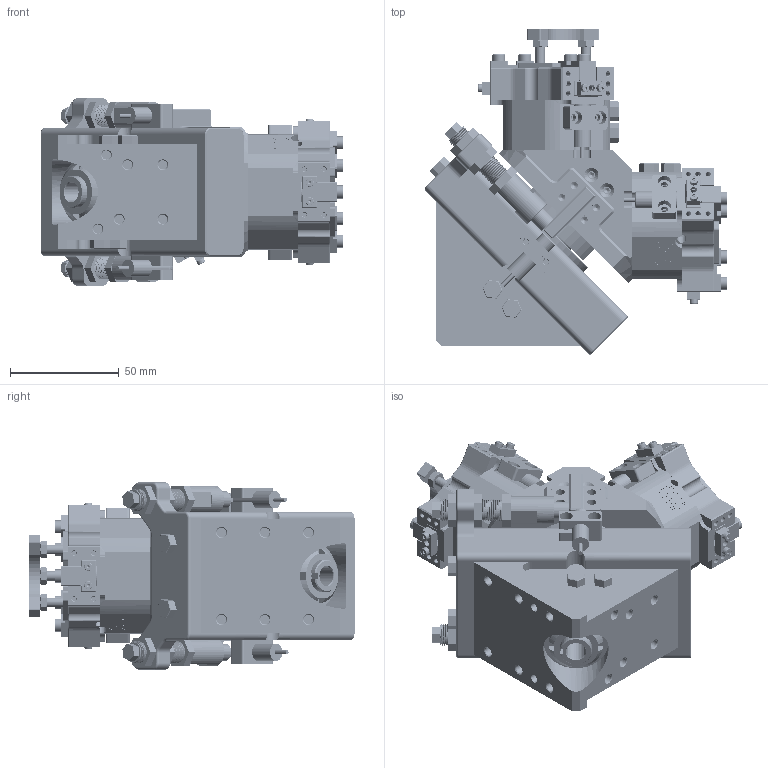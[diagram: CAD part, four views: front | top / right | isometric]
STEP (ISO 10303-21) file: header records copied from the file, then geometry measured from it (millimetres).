
FILE_DESCRIPTION (( 'STEP AP203' ), '1' );
FILE_NAME ('TG12-TZ33-60-0¡ã.STEP', '2024-12-20T04:56:45', ( 'USER-' ), ( 'Microsoft' ), 'SwSTEP 2.0', 'SolidWorks 2018', '' );
FILE_SCHEMA (( 'CONFIG_CONTROL_DESIGN' ));
Length unit declared in the file: millimetre
Products named in the file (58): TG12-W-G.sldasm-Part-5; TG12-W-G.sldasm-Part-78; TG12-W-G.sldasm-Part-84; TG12-W-G.sldasm-Part-81; TG12-W-G.sldasm-Part-72; TG12-W-G.sldasm-Part-11; TG12-W-G.sldasm-Part-70; TZ33-60杅耀.sldasm-Part-2; 揤輸蚾饜极; TG12-W-G.sldasm-Part-80; TZ33-60-菁裔啣; TZ33-60杅耀.sldasm-Part-1; TZ33-60杅耀.sldasm-Part-19; TG12-W-G.sldasm-Part-76; TG12; GB╱T 6170-2015[1型六角螺母M4]; TZ33-60杅耀.sldasm-Part-29; TG12-W-G.sldasm-Part-9; TZ33-60杅耀.sldasm-Part-4; TZ33-60杅耀.sldasm-Part-6; 揤輸杅耀.sldasm-Part-9; TZ33-60; TG12-W-02-G-B 眻褒輸; TG12-W-G.sldasm-Part-8; TZ33-60杅耀.sldasm-Part-25; TG12-W-G.sldasm-Part-74; TG12-W-G.sldasm-Part-77; TG12-W-G.sldasm-Part-10; TZ33-60-C18杅耀; TG12-W-G.sldasm-Part-7; TG12-W-G.sldasm-Part-1; TG12-W-G.sldasm-Part-79; TZ33-60杅耀.sldasm-Part-26; TG12-W-G.sldasm-Part-73; TZ33-60杅耀.sldasm-Part-22; TZ33-60杅耀.sldasm-Part-9; TG12-W-G.sldasm-Part-14; TZ33-60杅耀.sldasm-Part-11; TG12-W-G.sldasm-Part-6; 埴翐芛_GB_FASTENER_SCREWS_HSHCS M2X8-N ...
Assembly tree (90 placements, depth 4):
  TG12-TZ33-60-0°
    TG12
      TG12-W-G.sldasm-Part-1
      TG12-W-G.sldasm-Part-2
      TG12-W-G.sldasm-Part-4
      TG12-W-G.sldasm-Part-5  x2
      TG12-W-G.sldasm-Part-6
      TG12-W-G.sldasm-Part-7
      TG12-W-G.sldasm-Part-8
      TG12-W-G.sldasm-Part-9
      TG12-W-G.sldasm-Part-10
      TG12-W-G.sldasm-Part-11
      TG12-W-G.sldasm-Part-13
      TG12-W-G.sldasm-Part-14
      TG12-W-G.sldasm-Part-69
      TG12-W-G.sldasm-Part-70
      TG12-W-G.sldasm-Part-71
      TG12-W-G.sldasm-Part-72
      TG12-W-G.sldasm-Part-73
      TG12-W-G.sldasm-Part-74
      TG12-W-G.sldasm-Part-75
      TG12-W-G.sldasm-Part-76
      TG12-W-G.sldasm-Part-77
      TG12-W-G.sldasm-Part-78
      TG12-W-G.sldasm-Part-79
      TG12-W-G.sldasm-Part-80
      TG12-W-G.sldasm-Part-81
      TG12-W-G.sldasm-Part-82
      TG12-W-G.sldasm-Part-83
      TG12-W-G.sldasm-Part-84
      TG12-W-02-G-B 眻褒輸
      TG12-W-G.sldasm-Part-87
      25x12-R3
      TG12-W-08-A 癹弇輸.step
    TZ33-60
      TZ33-60杅耀.sldasm-Part-1
      TZ33-60杅耀.sldasm-Part-2
      TZ33-60杅耀.sldasm-Part-3
      TZ33-60杅耀.sldasm-Part-4
      TZ33-60杅耀.sldasm-Part-5
      TZ33-60杅耀.sldasm-Part-6
      TZ33-60杅耀.sldasm-Part-9
      TZ33-60杅耀.sldasm-Part-15  x2
      TZ33-60杅耀.sldasm-Part-19  x2
      TZ33-60杅耀.sldasm-Part-26
      TZ33-60杅耀.sldasm-Part-29  x3
      TZ33-60-菁裔啣
      揤輸蚾饜极  x3
        揤輸杅耀.sldasm-Part-9
        埴翐芛_GB_FASTENER_SCREWS_HSHCS M2X8-N
      12x8-R2
    TZ33-60-C18杅耀
      TZ33-60杅耀.sldasm-Part-1
      TZ33-60杅耀.sldasm-Part-2
      TZ33-60杅耀.sldasm-Part-3
      TZ33-60杅耀.sldasm-Part-4
      TZ33-60杅耀.sldasm-Part-5
      TZ33-60杅耀.sldasm-Part-6
      TZ33-60杅耀.sldasm-Part-9
      TZ33-60杅耀.sldasm-Part-11  x2
Bounding box: 139.11 x 149.26 x 86 mm (x, y, z)
Volume: 559375 mm3; surface area: 166381.2 mm2
Topology: 97 solids, 103 shells, 5182 faces, 13195 edges, 8456 vertices
Faces by surface type: plane 2381, cylinder 1623, cone 659, bspline 469, torus 46, sphere 4
Entity records: 139966 total; most frequent: CARTESIAN_POINT 57530, ORIENTED_EDGE 16202, DIRECTION 14678, EDGE_CURVE 8101, VERTEX_POINT 5249, AXIS2_PLACEMENT_3D 5012, VECTOR 4654, LINE 4654
